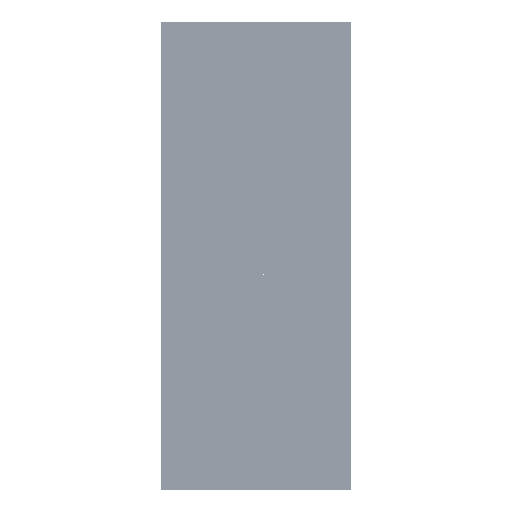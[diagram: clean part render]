
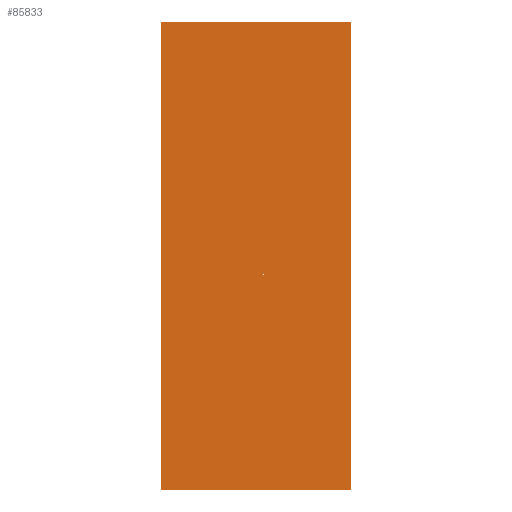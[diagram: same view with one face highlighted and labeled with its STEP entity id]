
A CAD part, front view. The second image highlights one B-rep face of the part: STEP entity #85833.
In plain terms, the highlighted planar face has unit normal (0, -1, 0).
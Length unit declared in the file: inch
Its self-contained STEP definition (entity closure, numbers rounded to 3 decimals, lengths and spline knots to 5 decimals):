
#9010 = EDGE_LOOP ( 'NONE', ( #20156, #20157, #20158, #20159 ) ) ;
#14575 = EDGE_CURVE ( 'NONE', #60435, #60433, #18024, .T. ) ;
#14579 = EDGE_CURVE ( 'NONE', #60441, #60435, #18026, .T. ) ;
#14582 = EDGE_CURVE ( 'NONE', #60415, #60441, #18034, .T. ) ;
#14584 = EDGE_CURVE ( 'NONE', #60433, #60415, #18044, .T. ) ;
#17791 = CARTESIAN_POINT ( 'NONE',  ( -180., 0., -444. ) ) ;
#17799 = CARTESIAN_POINT ( 'NONE',  ( 180., 0., -444. ) ) ;
#17802 = CARTESIAN_POINT ( 'NONE',  ( 180., 0., 444. ) ) ;
#17803 = DIRECTION ( 'NONE',  ( 0., 0., 1. ) ) ;
#17811 = DIRECTION ( 'NONE',  ( -1., 0., 0. ) ) ;
#17817 = DIRECTION ( 'NONE',  ( 0., 0., -1. ) ) ;
#17820 = CARTESIAN_POINT ( 'NONE',  ( -180., 0., 444. ) ) ;
#17821 = DIRECTION ( 'NONE',  ( 1., 0., 0. ) ) ;
#18024 = LINE ( 'NONE', #17791, #18029 ) ;
#18026 = LINE ( 'NONE', #17799, #18037 ) ;
#18029 = VECTOR ( 'NONE', #17803, 39.37008 ) ;
#18034 = LINE ( 'NONE', #17802, #18043 ) ;
#18037 = VECTOR ( 'NONE', #17811, 39.37008 ) ;
#18043 = VECTOR ( 'NONE', #17817, 39.37008 ) ;
#18044 = LINE ( 'NONE', #17820, #18047 ) ;
#18047 = VECTOR ( 'NONE', #17821, 39.37008 ) ;
#20156 = ORIENTED_EDGE ( 'NONE', *, *, #14584, .F. ) ;
#20157 = ORIENTED_EDGE ( 'NONE', *, *, #14575, .F. ) ;
#20158 = ORIENTED_EDGE ( 'NONE', *, *, #14579, .F. ) ;
#20159 = ORIENTED_EDGE ( 'NONE', *, *, #14582, .F. ) ;
#60415 = VERTEX_POINT ( 'NONE', #72990 ) ;
#60433 = VERTEX_POINT ( 'NONE', #73001 ) ;
#60435 = VERTEX_POINT ( 'NONE', #73002 ) ;
#60441 = VERTEX_POINT ( 'NONE', #73006 ) ;
#72990 = CARTESIAN_POINT ( 'NONE',  ( 180., 0., 444. ) ) ;
#73001 = CARTESIAN_POINT ( 'NONE',  ( -180., 0., 444. ) ) ;
#73002 = CARTESIAN_POINT ( 'NONE',  ( -180., 0., -444. ) ) ;
#73006 = CARTESIAN_POINT ( 'NONE',  ( 180., 0., -444. ) ) ;
#78065 = AXIS2_PLACEMENT_3D ( 'NONE', #83233, #83238, #83239 ) ;
#81929 = FACE_OUTER_BOUND ( 'NONE', #9010, .T. ) ;
#83232 = PLANE ( 'NONE',  #78065 ) ;
#83233 = CARTESIAN_POINT ( 'NONE',  ( 0., 0., 0. ) ) ;
#83238 = DIRECTION ( 'NONE',  ( 0., 1., 0. ) ) ;
#83239 = DIRECTION ( 'NONE',  ( 0., 0., 1. ) ) ;
#85833 = ADVANCED_FACE ( 'NONE', ( #81929 ), #83232, .F. ) ;
